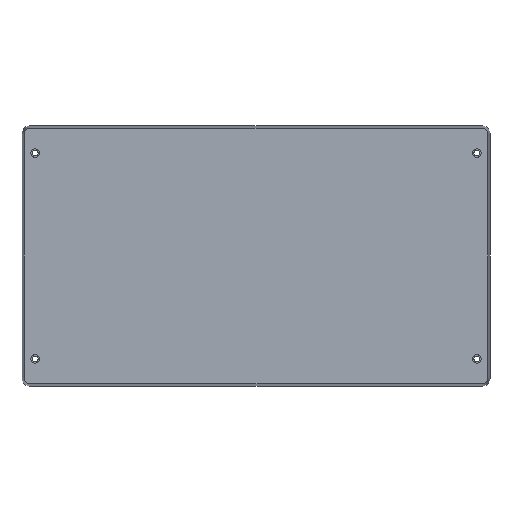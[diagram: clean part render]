
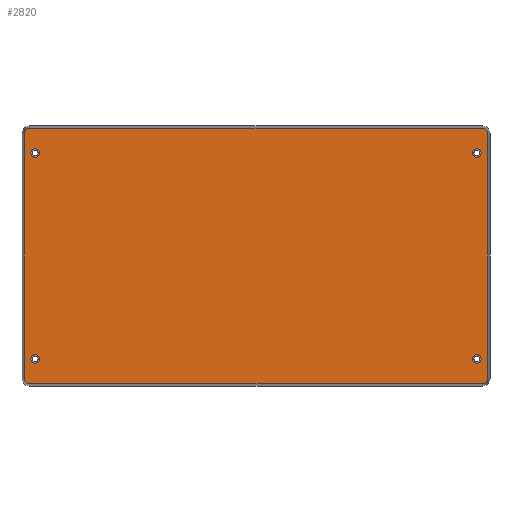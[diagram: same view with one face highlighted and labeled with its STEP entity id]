
A CAD part, front view. The second image highlights one B-rep face of the part: STEP entity #2820.
In plain terms, the highlighted planar face has unit normal (0, -1, 0).
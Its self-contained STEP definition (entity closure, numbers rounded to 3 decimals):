
#1228 = VERTEX_POINT ( 'NONE', #5855 ) ;
#1230 = EDGE_CURVE ( 'NONE', #1228, #1231, #5854, .T. ) ;
#1231 = VERTEX_POINT ( 'NONE', #5913 ) ;
#1240 = VERTEX_POINT ( 'NONE', #5895 ) ;
#1283 = EDGE_CURVE ( 'NONE', #1240, #1284, #6005, .T. ) ;
#1284 = VERTEX_POINT ( 'NONE', #6000 ) ;
#1293 = VERTEX_POINT ( 'NONE', #5985 ) ;
#1295 = VERTEX_POINT ( 'NONE', #5984 ) ;
#1303 = VERTEX_POINT ( 'NONE', #6030 ) ;
#1305 = EDGE_CURVE ( 'NONE', #1303, #1306, #6029, .T. ) ;
#1306 = VERTEX_POINT ( 'NONE', #6024 ) ;
#1336 = EDGE_CURVE ( 'NONE', #1293, #1295, #6096, .T. ) ;
#2785 = ORIENTED_EDGE ( 'NONE', *, *, #2786, .F. ) ;
#2786 = EDGE_CURVE ( 'NONE', #2814, #2813, #8318, .T. ) ;
#2787 = ORIENTED_EDGE ( 'NONE', *, *, #2788, .F. ) ;
#2788 = EDGE_CURVE ( 'NONE', #2789, #2814, #8378, .T. ) ;
#2789 = VERTEX_POINT ( 'NONE', #8374 ) ;
#2790 = ORIENTED_EDGE ( 'NONE', *, *, #2791, .F. ) ;
#2791 = EDGE_CURVE ( 'NONE', #2792, #2789, #8373, .T. ) ;
#2792 = VERTEX_POINT ( 'NONE', #8368 ) ;
#2793 = ORIENTED_EDGE ( 'NONE', *, *, #2794, .F. ) ;
#2794 = EDGE_CURVE ( 'NONE', #2804, #2792, #8367, .T. ) ;
#2795 = EDGE_LOOP ( 'NONE', ( #2796, #2852 ) ) ;
#2796 = ORIENTED_EDGE ( 'NONE', *, *, #2797, .F. ) ;
#2797 = EDGE_CURVE ( 'NONE', #1306, #1303, #8363, .T. ) ;
#2798 = EDGE_CURVE ( 'NONE', #1295, #1293, #8358, .T. ) ;
#2799 = ORIENTED_EDGE ( 'NONE', *, *, #1336, .F. ) ;
#2800 = EDGE_LOOP ( 'NONE', ( #2801, #2805, #2808, #2811, #2785, #2787, #2790, #2793 ) ) ;
#2801 = ORIENTED_EDGE ( 'NONE', *, *, #2802, .F. ) ;
#2802 = EDGE_CURVE ( 'NONE', #2803, #2804, #8353, .T. ) ;
#2803 = VERTEX_POINT ( 'NONE', #8348 ) ;
#2804 = VERTEX_POINT ( 'NONE', #8411 ) ;
#2805 = ORIENTED_EDGE ( 'NONE', *, *, #2806, .F. ) ;
#2806 = EDGE_CURVE ( 'NONE', #2807, #2803, #8410, .T. ) ;
#2807 = VERTEX_POINT ( 'NONE', #8406 ) ;
#2808 = ORIENTED_EDGE ( 'NONE', *, *, #2809, .F. ) ;
#2809 = EDGE_CURVE ( 'NONE', #2810, #2807, #8405, .T. ) ;
#2810 = VERTEX_POINT ( 'NONE', #8400 ) ;
#2811 = ORIENTED_EDGE ( 'NONE', *, *, #2812, .F. ) ;
#2812 = EDGE_CURVE ( 'NONE', #2813, #2810, #8399, .T. ) ;
#2813 = VERTEX_POINT ( 'NONE', #8395 ) ;
#2814 = VERTEX_POINT ( 'NONE', #8394 ) ;
#2820 = ADVANCED_FACE ( 'NONE', ( #8384, #8383, #8382, #8381, #8380 ), #8447, .F. ) ;
#2821 = EDGE_LOOP ( 'NONE', ( #2822, #2824 ) ) ;
#2822 = ORIENTED_EDGE ( 'NONE', *, *, #2823, .F. ) ;
#2823 = EDGE_CURVE ( 'NONE', #1284, #1240, #8442, .T. ) ;
#2824 = ORIENTED_EDGE ( 'NONE', *, *, #1283, .F. ) ;
#2825 = EDGE_LOOP ( 'NONE', ( #2826, #2799 ) ) ;
#2826 = ORIENTED_EDGE ( 'NONE', *, *, #2798, .F. ) ;
#2852 = ORIENTED_EDGE ( 'NONE', *, *, #1305, .F. ) ;
#2853 = EDGE_LOOP ( 'NONE', ( #2854, #2856 ) ) ;
#2854 = ORIENTED_EDGE ( 'NONE', *, *, #2855, .F. ) ;
#2855 = EDGE_CURVE ( 'NONE', #1231, #1228, #8458, .T. ) ;
#2856 = ORIENTED_EDGE ( 'NONE', *, *, #1230, .F. ) ;
#5851 = DIRECTION ( 'NONE',  ( 0., -1., 0. ) ) ;
#5852 = CARTESIAN_POINT ( 'NONE',  ( 170., -100., -79.25 ) ) ;
#5853 = AXIS2_PLACEMENT_3D ( 'NONE', #5852, #5851, #5914 ) ;
#5854 = CIRCLE ( 'NONE', #5853, 3.25 ) ;
#5855 = CARTESIAN_POINT ( 'NONE',  ( 170., -100., -82.5 ) ) ;
#5895 = CARTESIAN_POINT ( 'NONE',  ( 170., -100., 76. ) ) ;
#5913 = CARTESIAN_POINT ( 'NONE',  ( 170., -100., -76. ) ) ;
#5914 = DIRECTION ( 'NONE',  ( 0., 0., 1. ) ) ;
#5984 = CARTESIAN_POINT ( 'NONE',  ( -170., -100., -76. ) ) ;
#5985 = CARTESIAN_POINT ( 'NONE',  ( -170., -100., -82.5 ) ) ;
#6000 = CARTESIAN_POINT ( 'NONE',  ( 170., -100., 82.5 ) ) ;
#6001 = DIRECTION ( 'NONE',  ( 0., 0., 1. ) ) ;
#6002 = DIRECTION ( 'NONE',  ( 0., -1., 0. ) ) ;
#6003 = CARTESIAN_POINT ( 'NONE',  ( 170., -100., 79.25 ) ) ;
#6004 = AXIS2_PLACEMENT_3D ( 'NONE', #6003, #6002, #6001 ) ;
#6005 = CIRCLE ( 'NONE', #6004, 3.25 ) ;
#6024 = CARTESIAN_POINT ( 'NONE',  ( -170., -100., 82.5 ) ) ;
#6025 = DIRECTION ( 'NONE',  ( 0., 0., 1. ) ) ;
#6026 = DIRECTION ( 'NONE',  ( 0., -1., 0. ) ) ;
#6027 = CARTESIAN_POINT ( 'NONE',  ( -170., -100., 79.25 ) ) ;
#6028 = AXIS2_PLACEMENT_3D ( 'NONE', #6027, #6026, #6025 ) ;
#6029 = CIRCLE ( 'NONE', #6028, 3.25 ) ;
#6030 = CARTESIAN_POINT ( 'NONE',  ( -170., -100., 76. ) ) ;
#6092 = DIRECTION ( 'NONE',  ( 0., 0., 1. ) ) ;
#6093 = DIRECTION ( 'NONE',  ( 0., -1., 0. ) ) ;
#6094 = CARTESIAN_POINT ( 'NONE',  ( -170., -100., -79.25 ) ) ;
#6095 = AXIS2_PLACEMENT_3D ( 'NONE', #6094, #6093, #6092 ) ;
#6096 = CIRCLE ( 'NONE', #6095, 3.25 ) ;
#8314 = DIRECTION ( 'NONE',  ( 0., 0., 1. ) ) ;
#8315 = DIRECTION ( 'NONE',  ( 0., 1., 0. ) ) ;
#8316 = CARTESIAN_POINT ( 'NONE',  ( -174.1, -100., 94.1 ) ) ;
#8317 = AXIS2_PLACEMENT_3D ( 'NONE', #8316, #8315, #8314 ) ;
#8318 = CIRCLE ( 'NONE', #8317, 4.254 ) ;
#8348 = CARTESIAN_POINT ( 'NONE',  ( 178.354, -100., -94.1 ) ) ;
#8349 = DIRECTION ( 'NONE',  ( 0., 0., 1. ) ) ;
#8350 = DIRECTION ( 'NONE',  ( 0., 1., 0. ) ) ;
#8351 = CARTESIAN_POINT ( 'NONE',  ( 174.1, -100., -94.1 ) ) ;
#8352 = AXIS2_PLACEMENT_3D ( 'NONE', #8351, #8350, #8349 ) ;
#8353 = CIRCLE ( 'NONE', #8352, 4.254 ) ;
#8354 = DIRECTION ( 'NONE',  ( 0., 0., 1. ) ) ;
#8355 = DIRECTION ( 'NONE',  ( 0., -1., 0. ) ) ;
#8356 = CARTESIAN_POINT ( 'NONE',  ( -170., -100., -79.25 ) ) ;
#8357 = AXIS2_PLACEMENT_3D ( 'NONE', #8356, #8355, #8354 ) ;
#8358 = CIRCLE ( 'NONE', #8357, 3.25 ) ;
#8359 = DIRECTION ( 'NONE',  ( 0., 0., 1. ) ) ;
#8360 = DIRECTION ( 'NONE',  ( 0., -1., 0. ) ) ;
#8361 = CARTESIAN_POINT ( 'NONE',  ( -170., -100., 79.25 ) ) ;
#8362 = AXIS2_PLACEMENT_3D ( 'NONE', #8361, #8360, #8359 ) ;
#8363 = CIRCLE ( 'NONE', #8362, 3.25 ) ;
#8364 = DIRECTION ( 'NONE',  ( -1., 0., 0. ) ) ;
#8365 = VECTOR ( 'NONE', #8364, 1000. ) ;
#8366 = CARTESIAN_POINT ( 'NONE',  ( 174.1, -100., -98.354 ) ) ;
#8367 = LINE ( 'NONE', #8366, #8365 ) ;
#8368 = CARTESIAN_POINT ( 'NONE',  ( -174.1, -100., -98.354 ) ) ;
#8369 = DIRECTION ( 'NONE',  ( 0., 0., 1. ) ) ;
#8370 = DIRECTION ( 'NONE',  ( 0., 1., 0. ) ) ;
#8371 = CARTESIAN_POINT ( 'NONE',  ( -174.1, -100., -94.1 ) ) ;
#8372 = AXIS2_PLACEMENT_3D ( 'NONE', #8371, #8370, #8369 ) ;
#8373 = CIRCLE ( 'NONE', #8372, 4.254 ) ;
#8374 = CARTESIAN_POINT ( 'NONE',  ( -178.354, -100., -94.1 ) ) ;
#8375 = DIRECTION ( 'NONE',  ( 0., 0., 1. ) ) ;
#8376 = VECTOR ( 'NONE', #8375, 1000. ) ;
#8377 = CARTESIAN_POINT ( 'NONE',  ( -178.354, -100., -94.1 ) ) ;
#8378 = LINE ( 'NONE', #8377, #8376 ) ;
#8380 = FACE_BOUND ( 'NONE', #2853, .T. ) ;
#8381 = FACE_BOUND ( 'NONE', #2795, .T. ) ;
#8382 = FACE_OUTER_BOUND ( 'NONE', #2800, .T. ) ;
#8383 = FACE_BOUND ( 'NONE', #2825, .T. ) ;
#8384 = FACE_BOUND ( 'NONE', #2821, .T. ) ;
#8394 = CARTESIAN_POINT ( 'NONE',  ( -178.354, -100., 94.1 ) ) ;
#8395 = CARTESIAN_POINT ( 'NONE',  ( -174.1, -100., 98.354 ) ) ;
#8396 = DIRECTION ( 'NONE',  ( 1., 0., 0. ) ) ;
#8397 = VECTOR ( 'NONE', #8396, 1000. ) ;
#8398 = CARTESIAN_POINT ( 'NONE',  ( 174.1, -100., 98.354 ) ) ;
#8399 = LINE ( 'NONE', #8398, #8397 ) ;
#8400 = CARTESIAN_POINT ( 'NONE',  ( 174.1, -100., 98.354 ) ) ;
#8401 = DIRECTION ( 'NONE',  ( 0., 0., 1. ) ) ;
#8402 = DIRECTION ( 'NONE',  ( 0., 1., 0. ) ) ;
#8403 = CARTESIAN_POINT ( 'NONE',  ( 174.1, -100., 94.1 ) ) ;
#8404 = AXIS2_PLACEMENT_3D ( 'NONE', #8403, #8402, #8401 ) ;
#8405 = CIRCLE ( 'NONE', #8404, 4.254 ) ;
#8406 = CARTESIAN_POINT ( 'NONE',  ( 178.354, -100., 94.1 ) ) ;
#8407 = DIRECTION ( 'NONE',  ( 0., 0., -1. ) ) ;
#8408 = VECTOR ( 'NONE', #8407, 1000. ) ;
#8409 = CARTESIAN_POINT ( 'NONE',  ( 178.354, -100., -94.1 ) ) ;
#8410 = LINE ( 'NONE', #8409, #8408 ) ;
#8411 = CARTESIAN_POINT ( 'NONE',  ( 174.1, -100., -98.354 ) ) ;
#8438 = DIRECTION ( 'NONE',  ( 0., 0., 1. ) ) ;
#8439 = DIRECTION ( 'NONE',  ( 0., -1., 0. ) ) ;
#8440 = CARTESIAN_POINT ( 'NONE',  ( 170., -100., 79.25 ) ) ;
#8441 = AXIS2_PLACEMENT_3D ( 'NONE', #8440, #8439, #8438 ) ;
#8442 = CIRCLE ( 'NONE', #8441, 3.25 ) ;
#8443 = DIRECTION ( 'NONE',  ( 0., 0., 1. ) ) ;
#8444 = DIRECTION ( 'NONE',  ( 0., 1., 0. ) ) ;
#8445 = CARTESIAN_POINT ( 'NONE',  ( 174.1, -100., -94.1 ) ) ;
#8446 = AXIS2_PLACEMENT_3D ( 'NONE', #8445, #8444, #8443 ) ;
#8447 = PLANE ( 'NONE',  #8446 ) ;
#8455 = DIRECTION ( 'NONE',  ( 0., 0., 1. ) ) ;
#8456 = DIRECTION ( 'NONE',  ( 0., -1., 0. ) ) ;
#8457 = AXIS2_PLACEMENT_3D ( 'NONE', #8463, #8456, #8455 ) ;
#8458 = CIRCLE ( 'NONE', #8457, 3.25 ) ;
#8463 = CARTESIAN_POINT ( 'NONE',  ( 170., -100., -79.25 ) ) ;
